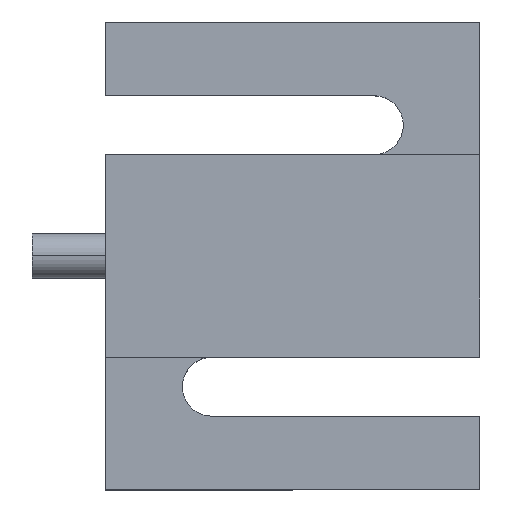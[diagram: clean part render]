
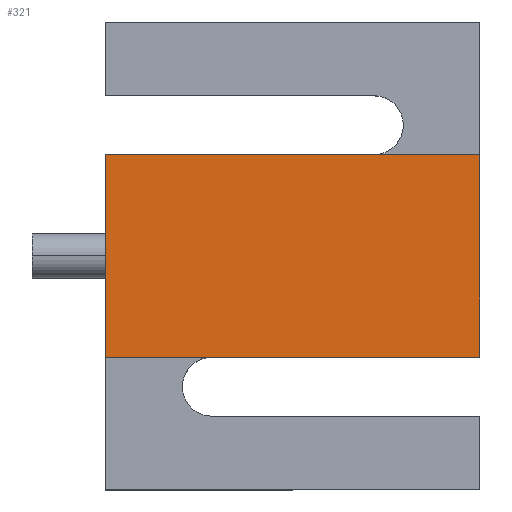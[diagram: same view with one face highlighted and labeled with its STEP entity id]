
A CAD part, top view. The second image highlights one B-rep face of the part: STEP entity #321.
In plain terms, the highlighted planar face has unit normal (0, 0, 1).
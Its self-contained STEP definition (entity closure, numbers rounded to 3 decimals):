
#7 = EDGE_LOOP ( 'NONE', ( #742, #739, #470, #75 ) ) ;
#32 = CARTESIAN_POINT ( 'NONE',  ( 0., 0., 10. ) ) ;
#36 = PLANE ( 'NONE',  #847 ) ;
#75 = ORIENTED_EDGE ( 'NONE', *, *, #707, .T. ) ;
#112 = VECTOR ( 'NONE', #168, 1000. ) ;
#151 = CARTESIAN_POINT ( 'NONE',  ( 25.4, -13.75, 10. ) ) ;
#159 = FACE_OUTER_BOUND ( 'NONE', #7, .T. ) ;
#168 = DIRECTION ( 'NONE',  ( -1., 0., 0. ) ) ;
#198 = VECTOR ( 'NONE', #437, 1000. ) ;
#242 = CARTESIAN_POINT ( 'NONE',  ( -25.4, -13.75, 10. ) ) ;
#249 = DIRECTION ( 'NONE',  ( 1., 0., 0. ) ) ;
#254 = VECTOR ( 'NONE', #641, 1000. ) ;
#279 = LINE ( 'NONE', #680, #803 ) ;
#300 = LINE ( 'NONE', #242, #198 ) ;
#321 = ADVANCED_FACE ( 'NONE', ( #159 ), #36, .T. ) ;
#381 = DIRECTION ( 'NONE',  ( 0., 0., 1. ) ) ;
#429 = EDGE_CURVE ( 'NONE', #781, #833, #279, .T. ) ;
#437 = DIRECTION ( 'NONE',  ( 1., 0., 0. ) ) ;
#441 = LINE ( 'NONE', #587, #112 ) ;
#470 = ORIENTED_EDGE ( 'NONE', *, *, #429, .T. ) ;
#562 = CARTESIAN_POINT ( 'NONE',  ( -25.4, -13.75, 10. ) ) ;
#563 = VERTEX_POINT ( 'NONE', #562 ) ;
#580 = CARTESIAN_POINT ( 'NONE',  ( -25.4, 13.75, 10. ) ) ;
#587 = CARTESIAN_POINT ( 'NONE',  ( -25.4, 13.75, 10. ) ) ;
#612 = EDGE_CURVE ( 'NONE', #563, #781, #300, .T. ) ;
#618 = LINE ( 'NONE', #580, #254 ) ;
#641 = DIRECTION ( 'NONE',  ( 0., -1., 0. ) ) ;
#680 = CARTESIAN_POINT ( 'NONE',  ( 25.4, 13.75, 10. ) ) ;
#707 = EDGE_CURVE ( 'NONE', #833, #774, #441, .T. ) ;
#721 = CARTESIAN_POINT ( 'NONE',  ( 25.4, 13.75, 10. ) ) ;
#739 = ORIENTED_EDGE ( 'NONE', *, *, #612, .T. ) ;
#742 = ORIENTED_EDGE ( 'NONE', *, *, #799, .T. ) ;
#772 = DIRECTION ( 'NONE',  ( 0., 1., 0. ) ) ;
#774 = VERTEX_POINT ( 'NONE', #839 ) ;
#781 = VERTEX_POINT ( 'NONE', #151 ) ;
#799 = EDGE_CURVE ( 'NONE', #774, #563, #618, .T. ) ;
#803 = VECTOR ( 'NONE', #772, 1000. ) ;
#833 = VERTEX_POINT ( 'NONE', #721 ) ;
#839 = CARTESIAN_POINT ( 'NONE',  ( -25.4, 13.75, 10. ) ) ;
#847 = AXIS2_PLACEMENT_3D ( 'NONE', #32, #381, #249 ) ;
